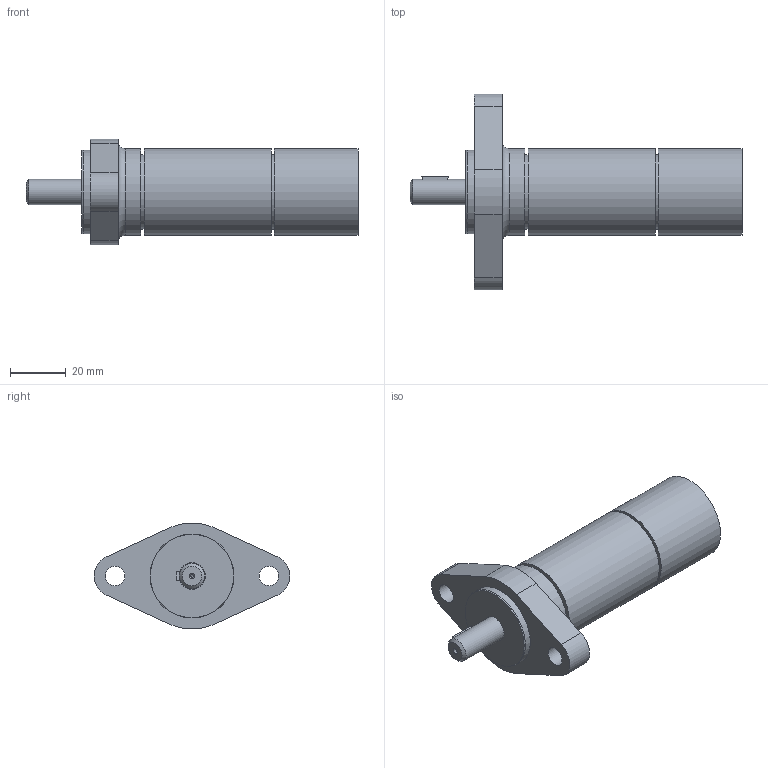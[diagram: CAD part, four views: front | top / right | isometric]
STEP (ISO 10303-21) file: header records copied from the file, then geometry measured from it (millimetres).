
FILE_DESCRIPTION(/* description */ (''),/* implementation_level */ '2;1');
FILE_NAME(/* name */ 'MUD 9-2300 F55_29906447.stp',/* time_stamp */ '2018-11-13T15:53:56+01:00',/* author */ ('flambert'),/* organization */ (''),/* preprocessor_version */ 'ST-DEVELOPER v17',/* originating_system */ 'Autodesk Inventor 2018',/* authorisation */ '');
FILE_SCHEMA (('AUTOMOTIVE_DESIGN { 1 0 10303 214 3 1 1 }'));
Length unit declared in the file: millimetre
Products named in the file (1): MUD 9-2300 F55_29906447
Bounding box: 118.7 x 70 x 37.86 mm (x, y, z)
Volume: 82494.6 mm3; surface area: 18984.9 mm2
Topology: 1 solids, 13 shells, 198 faces, 478 edges, 322 vertices
Faces by surface type: plane 110, cylinder 58, cone 15, torus 8, bspline 7
Full cylindrical faces by diameter (mm): 1 x1, 7 x2, 8.566 x3, 9 x1, 9.5 x1, 10.362 x1, 16 x3, 26.78 x2, 26.917 x1, 30 x1, 31 x3
Entity records: 6179 total; most frequent: CARTESIAN_POINT 1144, DIRECTION 1040, ORIENTED_EDGE 954, EDGE_CURVE 477, AXIS2_PLACEMENT_3D 389, VERTEX_POINT 322, LINE 262, VECTOR 262
